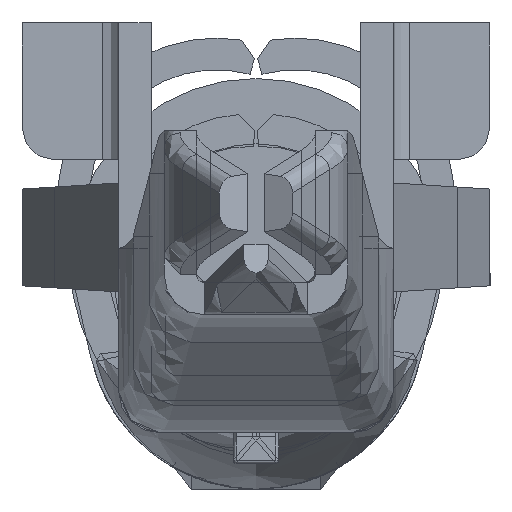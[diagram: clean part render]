
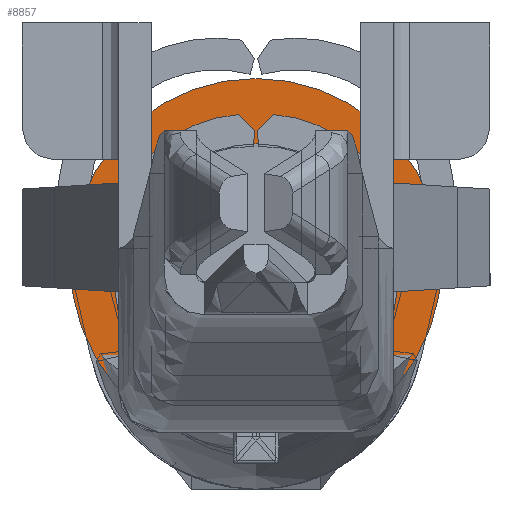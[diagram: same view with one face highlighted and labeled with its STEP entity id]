
A CAD part, left-side view. The second image highlights one B-rep face of the part: STEP entity #8857.
In plain terms, the highlighted planar face has unit normal (-1, 0, 0).
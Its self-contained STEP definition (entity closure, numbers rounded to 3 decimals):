
#2056=PLANE('',#9375);
#2357=ORIENTED_EDGE('',*,*,#5114,.T.);
#2358=ORIENTED_EDGE('',*,*,#5113,.T.);
#5113=EDGE_CURVE('',#6493,#6493,#7381,.T.);
#5114=EDGE_CURVE('',#6494,#6494,#7382,.F.);
#6493=VERTEX_POINT('',#12440);
#6494=VERTEX_POINT('',#12444);
#7381=CIRCLE('',#9373,1.15);
#7382=CIRCLE('',#9376,0.745);
#7639=EDGE_LOOP('',(#2357));
#7640=EDGE_LOOP('',(#2358));
#8147=FACE_BOUND('',#7639,.T.);
#8148=FACE_BOUND('',#7640,.T.);
#8857=ADVANCED_FACE('',(#8147,#8148),#2056,.T.);
#9373=AXIS2_PLACEMENT_3D('',#12439,#10125,#10126);
#9375=AXIS2_PLACEMENT_3D('',#12442,#10129,#10130);
#9376=AXIS2_PLACEMENT_3D('',#12443,#10131,#10132);
#10125=DIRECTION('',(-1.,0.,0.));
#10126=DIRECTION('',(0.,0.,1.));
#10129=DIRECTION('',(-1.,0.,0.));
#10130=DIRECTION('',(0.,-1.,0.));
#10131=DIRECTION('',(-1.,0.,0.));
#10132=DIRECTION('',(0.,0.,1.));
#12439=CARTESIAN_POINT('',(-147.,0.,0.));
#12440=CARTESIAN_POINT('',(-147.,0.,1.15));
#12442=CARTESIAN_POINT('',(-147.,0.,0.));
#12443=CARTESIAN_POINT('',(-147.,0.,0.));
#12444=CARTESIAN_POINT('',(-147.,0.,0.745));
